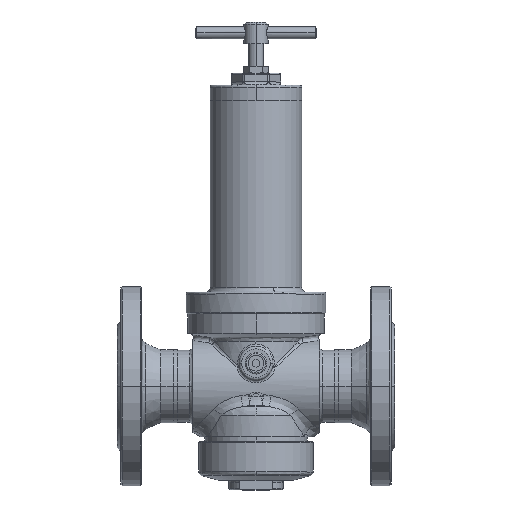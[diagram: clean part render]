
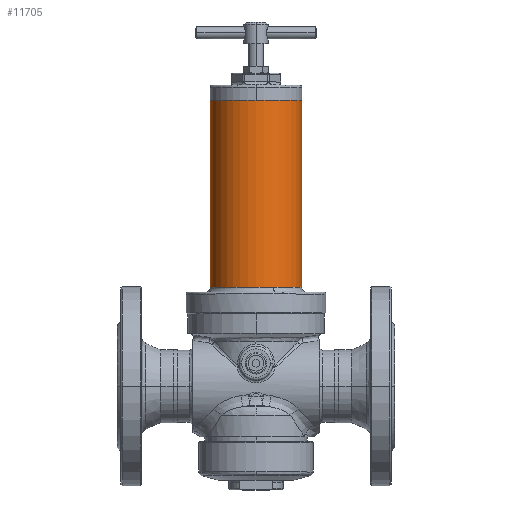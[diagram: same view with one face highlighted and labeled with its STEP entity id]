
A CAD part, top view. The second image highlights one B-rep face of the part: STEP entity #11705.
In plain terms, the highlighted cylindrical face has radius 38 mm (diameter 76 mm), a partial arc.
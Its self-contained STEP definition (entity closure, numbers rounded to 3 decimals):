
#239 = VECTOR ( 'NONE', #4134, 1000. ) ;
#344 = VERTEX_POINT ( 'NONE', #22207 ) ;
#1903 = CARTESIAN_POINT ( 'NONE',  ( 0., 78.501, 0. ) ) ;
#2358 = ORIENTED_EDGE ( 'NONE', *, *, #12302, .T. ) ;
#2538 = DIRECTION ( 'NONE',  ( 0., -1., 0. ) ) ;
#2671 = CARTESIAN_POINT ( 'NONE',  ( 0., 237.001, 0. ) ) ;
#4134 = DIRECTION ( 'NONE',  ( 0., -1., 0. ) ) ;
#4164 = CARTESIAN_POINT ( 'NONE',  ( 0., 238.501, 0. ) ) ;
#5670 = VECTOR ( 'NONE', #2538, 1000. ) ;
#5822 = EDGE_CURVE ( 'NONE', #6155, #344, #14987, .T. ) ;
#6052 = CARTESIAN_POINT ( 'NONE',  ( -38., 237.001, 0. ) ) ;
#6155 = VERTEX_POINT ( 'NONE', #22079 ) ;
#6268 = VERTEX_POINT ( 'NONE', #6052 ) ;
#6501 = DIRECTION ( 'NONE',  ( 0., -1., 0. ) ) ;
#7313 = CARTESIAN_POINT ( 'NONE',  ( -38., 78.501, 0. ) ) ;
#10313 = CIRCLE ( 'NONE', #24142, 38. ) ;
#10893 = DIRECTION ( 'NONE',  ( 0., -1., 0. ) ) ;
#11705 = ADVANCED_FACE ( 'NONE', ( #18865 ), #12103, .T. ) ;
#12103 = CYLINDRICAL_SURFACE ( 'NONE', #25934, 38. ) ;
#12302 = EDGE_CURVE ( 'NONE', #6268, #24385, #24604, .T. ) ;
#12416 = ORIENTED_EDGE ( 'NONE', *, *, #20494, .T. ) ;
#12913 = CIRCLE ( 'NONE', #17932, 38. ) ;
#14987 = LINE ( 'NONE', #25185, #5670 ) ;
#15697 = CARTESIAN_POINT ( 'NONE',  ( -38., 238.501, 0. ) ) ;
#17932 = AXIS2_PLACEMENT_3D ( 'NONE', #2671, #10893, #25333 ) ;
#18098 = EDGE_CURVE ( 'NONE', #6155, #6268, #12913, .T. ) ;
#18865 = FACE_OUTER_BOUND ( 'NONE', #20988, .T. ) ;
#20341 = ORIENTED_EDGE ( 'NONE', *, *, #5822, .F. ) ;
#20494 = EDGE_CURVE ( 'NONE', #24385, #344, #10313, .T. ) ;
#20794 = DIRECTION ( 'NONE',  ( 1., 0., 0. ) ) ;
#20988 = EDGE_LOOP ( 'NONE', ( #22932, #2358, #12416, #20341 ) ) ;
#22079 = CARTESIAN_POINT ( 'NONE',  ( 38., 237.001, 0. ) ) ;
#22207 = CARTESIAN_POINT ( 'NONE',  ( 38., 78.501, 0. ) ) ;
#22768 = DIRECTION ( 'NONE',  ( 1., 0., 0. ) ) ;
#22932 = ORIENTED_EDGE ( 'NONE', *, *, #18098, .T. ) ;
#24142 = AXIS2_PLACEMENT_3D ( 'NONE', #1903, #26541, #20794 ) ;
#24385 = VERTEX_POINT ( 'NONE', #7313 ) ;
#24604 = LINE ( 'NONE', #15697, #239 ) ;
#25185 = CARTESIAN_POINT ( 'NONE',  ( 38., 238.501, 0. ) ) ;
#25333 = DIRECTION ( 'NONE',  ( 1., 0., 0. ) ) ;
#25934 = AXIS2_PLACEMENT_3D ( 'NONE', #4164, #6501, #22768 ) ;
#26541 = DIRECTION ( 'NONE',  ( 0., 1., 0. ) ) ;
